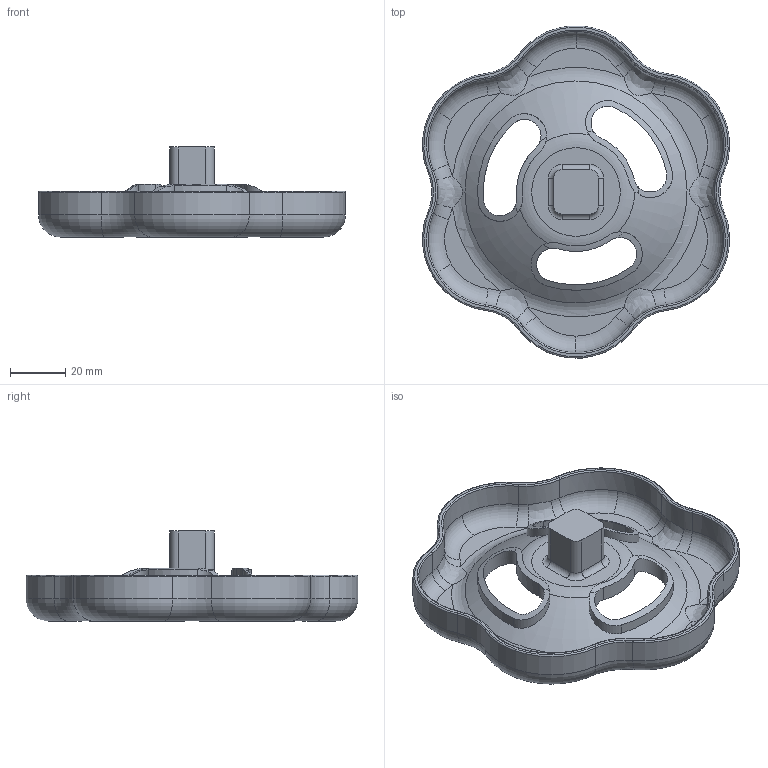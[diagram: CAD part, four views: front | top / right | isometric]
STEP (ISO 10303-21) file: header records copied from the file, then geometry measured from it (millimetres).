
FILE_DESCRIPTION (( 'STEP AP203' ), '1' );
FILE_NAME ('O_08_A_DN025-050_AA0_step.step', '2016-09-08T10:45:05', ( 'Windows User' ), ( 'AVK' ), 'SwSTEP 2.0', 'SolidWorks 2012', '' );
FILE_SCHEMA (( 'CONFIG_CONTROL_DESIGN' ));
Length unit declared in the file: millimetre
Products named in the file (1): O_08_A_DN025-050_AA0_step
Bounding box: 110.77 x 119.82 x 32.5 mm (x, y, z)
Volume: 33845.5 mm3; surface area: 31477.7 mm2
Topology: 1 solids, 1 shells, 180 faces, 451 edges, 273 vertices
Faces by surface type: torus 76, cylinder 58, plane 34, cone 6, bspline 6
Full cylindrical faces by diameter (mm): 8 x1, 18 x1
Entity records: 6909 total; most frequent: CARTESIAN_POINT 2550, DIRECTION 990, ORIENTED_EDGE 870, AXIS2_PLACEMENT_3D 452, EDGE_CURVE 435, CIRCLE 277, VERTEX_POINT 266, EDGE_LOOP 195
